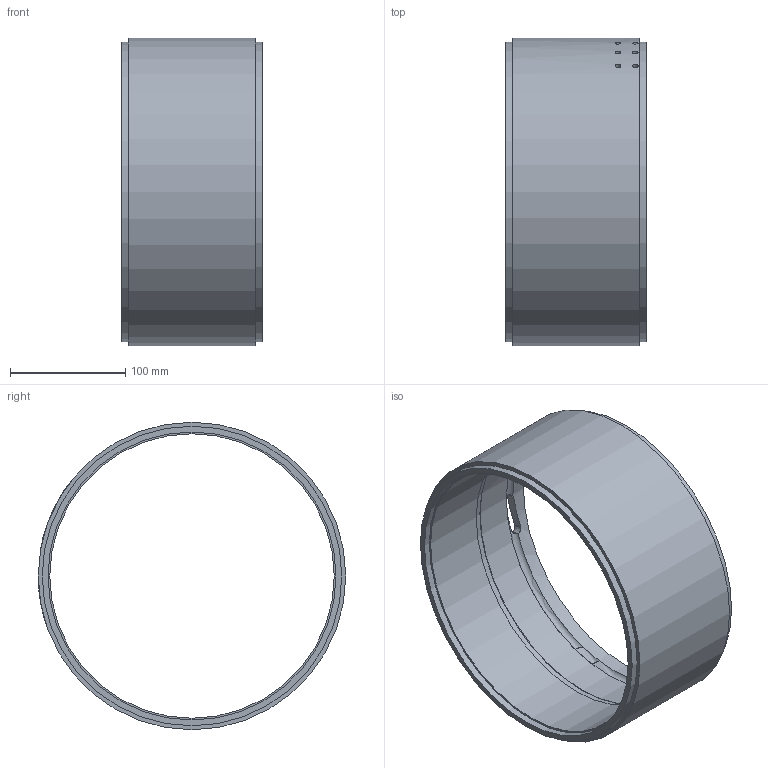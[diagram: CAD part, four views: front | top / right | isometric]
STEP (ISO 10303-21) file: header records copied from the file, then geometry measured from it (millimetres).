
FILE_DESCRIPTION(/* description */ ('Rohr 267x12x122 lang'),/* implementation_level */ '2;1');
FILE_NAME(/* name */ '4300009025.stp',/* time_stamp */ '2023-05-31T07:13:10+02:00',/* author */ ('Paul'),/* organization */ (''),/* preprocessor_version */ 'ST-DEVELOPER v18.1',/* originating_system */ 'Autodesk Inventor 2022',/* authorisation */ '');
FILE_SCHEMA (('AUTOMOTIVE_DESIGN { 1 0 10303 214 3 1 1 }'));
Length unit declared in the file: millimetre
Products named in the file (1): 4300009025M
Bounding box: 122 x 267 x 267 mm (x, y, z)
Volume: 837171.4 mm3; surface area: 215431.1 mm2
Topology: 1 solids, 1 shells, 28 faces, 79 edges, 56 vertices
Faces by surface type: cylinder 14, bspline 6, plane 6, torus 1, cone 1
Full cylindrical faces by diameter (mm): 4.917 x6, 247 x1, 250 x2, 251 x2, 260 x2, 267 x1
Entity records: 1751 total; most frequent: CARTESIAN_POINT 1023, ORIENTED_EDGE 158, DIRECTION 101, EDGE_CURVE 79, VERTEX_POINT 56, EDGE_LOOP 47, B_SPLINE_CURVE_WITH_KNOTS 44, AXIS2_PLACEMENT_3D 43
